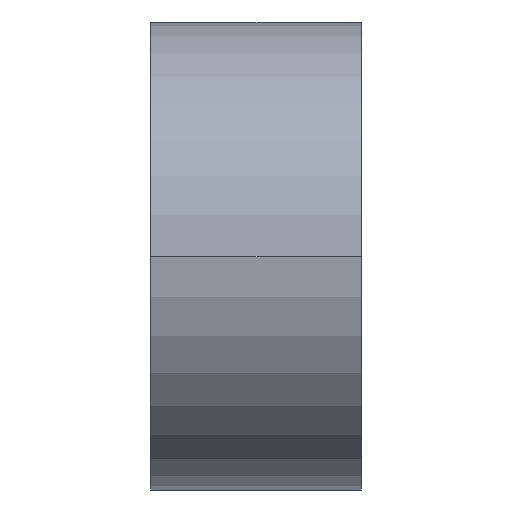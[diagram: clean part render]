
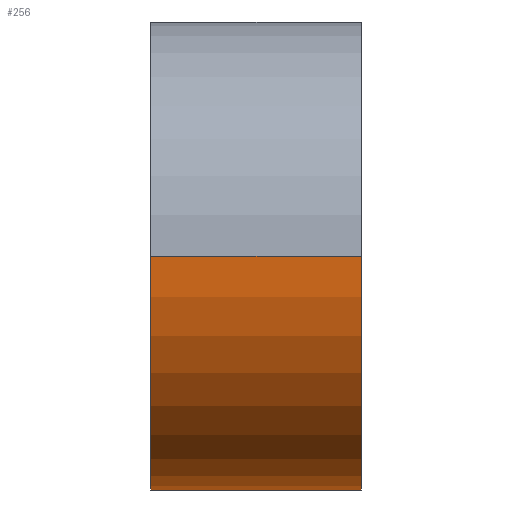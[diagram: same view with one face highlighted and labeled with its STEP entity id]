
A CAD part, left-side view. The second image highlights one B-rep face of the part: STEP entity #256.
In plain terms, the highlighted cylindrical face has radius 3 mm (diameter 6 mm), a partial arc.
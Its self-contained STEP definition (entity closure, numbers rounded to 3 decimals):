
#4 = CARTESIAN_POINT ( 'NONE',  ( 3., 2.7, -3. ) ) ;
#11 = DIRECTION ( 'NONE',  ( 0., 1., 0. ) ) ;
#15 = ORIENTED_EDGE ( 'NONE', *, *, #104, .F. ) ;
#25 = AXIS2_PLACEMENT_3D ( 'NONE', #466, #203, #432 ) ;
#57 = DIRECTION ( 'NONE',  ( 0., -1., 0. ) ) ;
#73 = AXIS2_PLACEMENT_3D ( 'NONE', #126, #463, #391 ) ;
#104 = EDGE_CURVE ( 'NONE', #300, #125, #377, .T. ) ;
#109 = ORIENTED_EDGE ( 'NONE', *, *, #289, .F. ) ;
#116 = EDGE_CURVE ( 'NONE', #125, #311, #385, .T. ) ;
#125 = VERTEX_POINT ( 'NONE', #229 ) ;
#126 = CARTESIAN_POINT ( 'NONE',  ( 3., 0., -3. ) ) ;
#146 = EDGE_CURVE ( 'NONE', #311, #184, #362, .T. ) ;
#161 = CYLINDRICAL_SURFACE ( 'NONE', #25, 3. ) ;
#174 = ORIENTED_EDGE ( 'NONE', *, *, #146, .F. ) ;
#184 = VERTEX_POINT ( 'NONE', #269 ) ;
#203 = DIRECTION ( 'NONE',  ( 0., -1., 0. ) ) ;
#229 = CARTESIAN_POINT ( 'NONE',  ( 3., 0., -6. ) ) ;
#256 = ADVANCED_FACE ( 'NONE', ( #273 ), #161, .T. ) ;
#269 = CARTESIAN_POINT ( 'NONE',  ( 0., 2.7, -3. ) ) ;
#273 = FACE_OUTER_BOUND ( 'NONE', #344, .T. ) ;
#289 = EDGE_CURVE ( 'NONE', #184, #300, #352, .T. ) ;
#298 = DIRECTION ( 'NONE',  ( 0., 1., 0. ) ) ;
#300 = VERTEX_POINT ( 'NONE', #347 ) ;
#311 = VERTEX_POINT ( 'NONE', #474 ) ;
#344 = EDGE_LOOP ( 'NONE', ( #109, #174, #418, #15 ) ) ;
#347 = CARTESIAN_POINT ( 'NONE',  ( 0., 0., -3. ) ) ;
#352 = LINE ( 'NONE', #424, #420 ) ;
#362 = CIRCLE ( 'NONE', #427, 3. ) ;
#375 = CARTESIAN_POINT ( 'NONE',  ( 3., 2.7, -6. ) ) ;
#377 = CIRCLE ( 'NONE', #73, 3. ) ;
#385 = LINE ( 'NONE', #375, #473 ) ;
#391 = DIRECTION ( 'NONE',  ( 0., 0., -1. ) ) ;
#418 = ORIENTED_EDGE ( 'NONE', *, *, #116, .F. ) ;
#420 = VECTOR ( 'NONE', #57, 1000. ) ;
#424 = CARTESIAN_POINT ( 'NONE',  ( 0., 2.7, -3. ) ) ;
#427 = AXIS2_PLACEMENT_3D ( 'NONE', #4, #11, #453 ) ;
#432 = DIRECTION ( 'NONE',  ( 0., 0., -1. ) ) ;
#453 = DIRECTION ( 'NONE',  ( 0., 0., -1. ) ) ;
#463 = DIRECTION ( 'NONE',  ( 0., -1., 0. ) ) ;
#466 = CARTESIAN_POINT ( 'NONE',  ( 3., 2.7, -3. ) ) ;
#473 = VECTOR ( 'NONE', #298, 1000. ) ;
#474 = CARTESIAN_POINT ( 'NONE',  ( 3., 2.7, -6. ) ) ;
